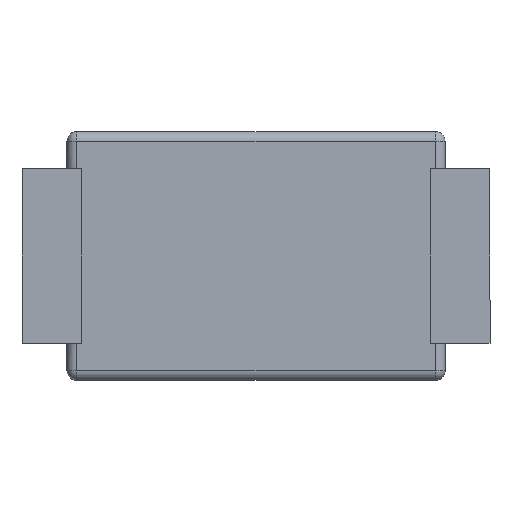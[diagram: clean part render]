
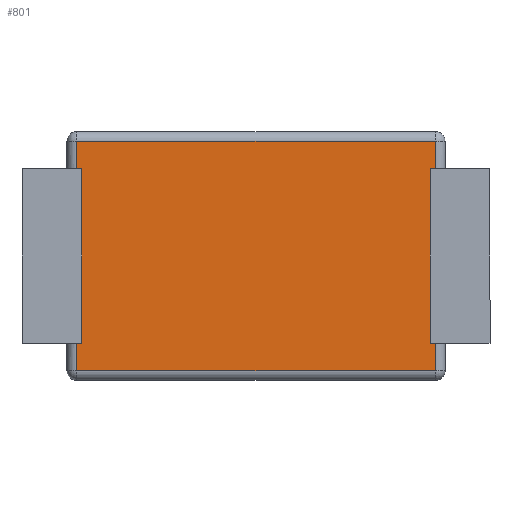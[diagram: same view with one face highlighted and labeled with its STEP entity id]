
A CAD part, front view. The second image highlights one B-rep face of the part: STEP entity #801.
In plain terms, the highlighted planar face has unit normal (0, -1, 0).
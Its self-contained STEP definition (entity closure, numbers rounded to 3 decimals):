
#1 = CARTESIAN_POINT ( 'NONE',  ( 1.8, 0.1, -0.875 ) ) ;
#10 = DIRECTION ( 'NONE',  ( 0., 0., -1. ) ) ;
#15 = DIRECTION ( 'NONE',  ( 0., 1., 0. ) ) ;
#17 = DIRECTION ( 'NONE',  ( -1., 0., 0. ) ) ;
#38 = DIRECTION ( 'NONE',  ( 0., 0., -1. ) ) ;
#76 = VECTOR ( 'NONE', #1246, 1000. ) ;
#78 = DIRECTION ( 'NONE',  ( 0., 0., -1. ) ) ;
#85 = CARTESIAN_POINT ( 'NONE',  ( -1.75, 0.1, -0.875 ) ) ;
#97 = EDGE_LOOP ( 'NONE', ( #564, #771, #1583, #462, #208, #756, #313, #465, #1329, #1479, #1266, #227 ) ) ;
#123 = DIRECTION ( 'NONE',  ( 1., 0., 0. ) ) ;
#132 = AXIS2_PLACEMENT_3D ( 'NONE', #1132, #15, #992 ) ;
#134 = LINE ( 'NONE', #1540, #1352 ) ;
#208 = ORIENTED_EDGE ( 'NONE', *, *, #784, .F. ) ;
#214 = VECTOR ( 'NONE', #1031, 1000. ) ;
#224 = VECTOR ( 'NONE', #1034, 1000. ) ;
#227 = ORIENTED_EDGE ( 'NONE', *, *, #858, .F. ) ;
#232 = VERTEX_POINT ( 'NONE', #263 ) ;
#243 = CARTESIAN_POINT ( 'NONE',  ( 1.8, 0.1, -0.875 ) ) ;
#263 = CARTESIAN_POINT ( 'NONE',  ( 1.8, 0.1, -1.15 ) ) ;
#266 = CARTESIAN_POINT ( 'NONE',  ( -1.8, 0.1, 0.875 ) ) ;
#281 = CARTESIAN_POINT ( 'NONE',  ( 1.8, 0.1, 0.875 ) ) ;
#313 = ORIENTED_EDGE ( 'NONE', *, *, #383, .F. ) ;
#322 = VECTOR ( 'NONE', #505, 1000. ) ;
#326 = VECTOR ( 'NONE', #663, 1000. ) ;
#336 = FACE_OUTER_BOUND ( 'NONE', #97, .T. ) ;
#351 = LINE ( 'NONE', #960, #782 ) ;
#368 = LINE ( 'NONE', #532, #224 ) ;
#383 = EDGE_CURVE ( 'NONE', #1380, #439, #751, .T. ) ;
#394 = EDGE_CURVE ( 'NONE', #1544, #798, #1180, .T. ) ;
#399 = CARTESIAN_POINT ( 'NONE',  ( 1.8, 0.1, 0.875 ) ) ;
#402 = CARTESIAN_POINT ( 'NONE',  ( 1.75, 0.1, 5.146 ) ) ;
#428 = CARTESIAN_POINT ( 'NONE',  ( -1.75, 0.1, 0.875 ) ) ;
#439 = VERTEX_POINT ( 'NONE', #1552 ) ;
#462 = ORIENTED_EDGE ( 'NONE', *, *, #769, .F. ) ;
#465 = ORIENTED_EDGE ( 'NONE', *, *, #831, .F. ) ;
#505 = DIRECTION ( 'NONE',  ( 0., 0., -1. ) ) ;
#522 = DIRECTION ( 'NONE',  ( -1., 0., 0. ) ) ;
#529 = DIRECTION ( 'NONE',  ( 0., 0., -1. ) ) ;
#532 = CARTESIAN_POINT ( 'NONE',  ( 1.8, 0.1, -0.875 ) ) ;
#564 = ORIENTED_EDGE ( 'NONE', *, *, #1624, .F. ) ;
#569 = LINE ( 'NONE', #1403, #214 ) ;
#576 = CARTESIAN_POINT ( 'NONE',  ( -1.8, 0.1, -0.875 ) ) ;
#583 = VERTEX_POINT ( 'NONE', #85 ) ;
#589 = VECTOR ( 'NONE', #123, 1000. ) ;
#601 = VERTEX_POINT ( 'NONE', #1579 ) ;
#622 = CARTESIAN_POINT ( 'NONE',  ( 1.8, 0.1, 5.146 ) ) ;
#649 = LINE ( 'NONE', #1152, #1630 ) ;
#663 = DIRECTION ( 'NONE',  ( -1., 0., 0. ) ) ;
#682 = VERTEX_POINT ( 'NONE', #982 ) ;
#746 = VECTOR ( 'NONE', #10, 1000. ) ;
#751 = LINE ( 'NONE', #281, #326 ) ;
#756 = ORIENTED_EDGE ( 'NONE', *, *, #944, .F. ) ;
#769 = EDGE_CURVE ( 'NONE', #1326, #232, #1589, .T. ) ;
#771 = ORIENTED_EDGE ( 'NONE', *, *, #914, .T. ) ;
#782 = VECTOR ( 'NONE', #78, 1000. ) ;
#784 = EDGE_CURVE ( 'NONE', #682, #1326, #839, .T. ) ;
#798 = VERTEX_POINT ( 'NONE', #266 ) ;
#801 = ADVANCED_FACE ( 'NONE', ( #336 ), #1257, .F. ) ;
#831 = EDGE_CURVE ( 'NONE', #1223, #1380, #1411, .T. ) ;
#839 = LINE ( 'NONE', #1, #589 ) ;
#858 = EDGE_CURVE ( 'NONE', #583, #1544, #1195, .T. ) ;
#914 = EDGE_CURVE ( 'NONE', #1191, #601, #649, .T. ) ;
#937 = EDGE_CURVE ( 'NONE', #1223, #1342, #134, .T. ) ;
#944 = EDGE_CURVE ( 'NONE', #439, #682, #1211, .T. ) ;
#960 = CARTESIAN_POINT ( 'NONE',  ( -1.8, 0.1, 5.146 ) ) ;
#976 = EDGE_CURVE ( 'NONE', #601, #232, #569, .T. ) ;
#982 = CARTESIAN_POINT ( 'NONE',  ( 1.75, 0.1, -0.875 ) ) ;
#992 = DIRECTION ( 'NONE',  ( -1., 0., 0. ) ) ;
#1031 = DIRECTION ( 'NONE',  ( 1., 0., 0. ) ) ;
#1034 = DIRECTION ( 'NONE',  ( 1., 0., 0. ) ) ;
#1050 = VECTOR ( 'NONE', #38, 1000. ) ;
#1077 = VECTOR ( 'NONE', #17, 1000. ) ;
#1118 = CARTESIAN_POINT ( 'NONE',  ( -1.75, 0.1, 5.146 ) ) ;
#1132 = CARTESIAN_POINT ( 'NONE',  ( 1.8, 0.1, 5.146 ) ) ;
#1148 = CARTESIAN_POINT ( 'NONE',  ( -1.8, 0.1, 1.15 ) ) ;
#1152 = CARTESIAN_POINT ( 'NONE',  ( -1.8, 0.1, 5.146 ) ) ;
#1158 = EDGE_CURVE ( 'NONE', #1342, #798, #351, .T. ) ;
#1180 = LINE ( 'NONE', #1393, #1077 ) ;
#1191 = VERTEX_POINT ( 'NONE', #576 ) ;
#1195 = LINE ( 'NONE', #1118, #76 ) ;
#1211 = LINE ( 'NONE', #402, #1050 ) ;
#1223 = VERTEX_POINT ( 'NONE', #1334 ) ;
#1246 = DIRECTION ( 'NONE',  ( 0., 0., 1. ) ) ;
#1257 = PLANE ( 'NONE',  #132 ) ;
#1266 = ORIENTED_EDGE ( 'NONE', *, *, #394, .F. ) ;
#1326 = VERTEX_POINT ( 'NONE', #243 ) ;
#1329 = ORIENTED_EDGE ( 'NONE', *, *, #937, .T. ) ;
#1334 = CARTESIAN_POINT ( 'NONE',  ( 1.8, 0.1, 1.15 ) ) ;
#1342 = VERTEX_POINT ( 'NONE', #1148 ) ;
#1352 = VECTOR ( 'NONE', #522, 1000. ) ;
#1380 = VERTEX_POINT ( 'NONE', #399 ) ;
#1393 = CARTESIAN_POINT ( 'NONE',  ( 1.8, 0.1, 0.875 ) ) ;
#1403 = CARTESIAN_POINT ( 'NONE',  ( 1.8, 0.1, -1.15 ) ) ;
#1411 = LINE ( 'NONE', #1626, #746 ) ;
#1479 = ORIENTED_EDGE ( 'NONE', *, *, #1158, .T. ) ;
#1540 = CARTESIAN_POINT ( 'NONE',  ( 1.8, 0.1, 1.15 ) ) ;
#1544 = VERTEX_POINT ( 'NONE', #428 ) ;
#1552 = CARTESIAN_POINT ( 'NONE',  ( 1.75, 0.1, 0.875 ) ) ;
#1579 = CARTESIAN_POINT ( 'NONE',  ( -1.8, 0.1, -1.15 ) ) ;
#1583 = ORIENTED_EDGE ( 'NONE', *, *, #976, .T. ) ;
#1589 = LINE ( 'NONE', #622, #322 ) ;
#1624 = EDGE_CURVE ( 'NONE', #1191, #583, #368, .T. ) ;
#1626 = CARTESIAN_POINT ( 'NONE',  ( 1.8, 0.1, 5.146 ) ) ;
#1630 = VECTOR ( 'NONE', #529, 1000. ) ;
